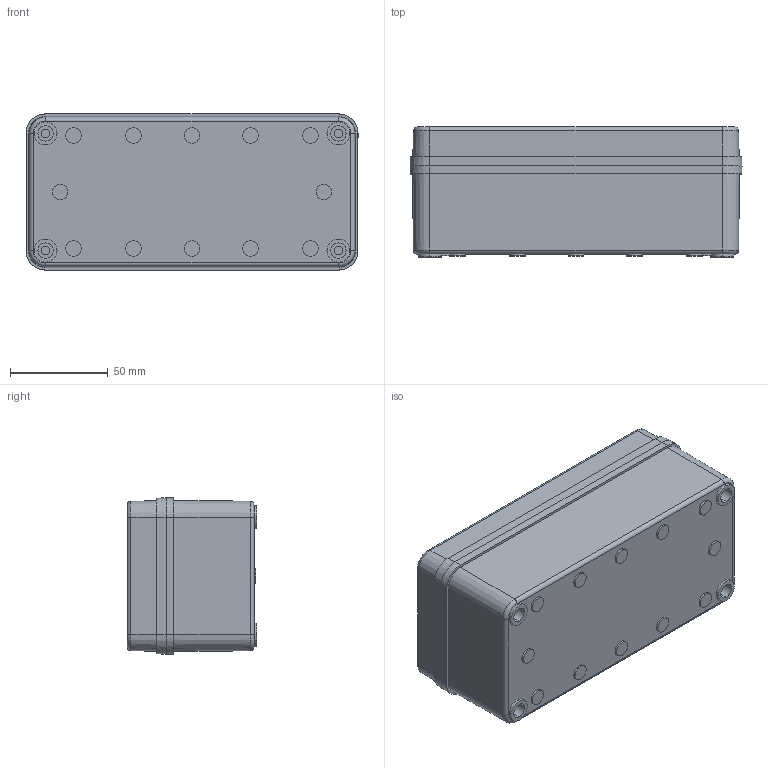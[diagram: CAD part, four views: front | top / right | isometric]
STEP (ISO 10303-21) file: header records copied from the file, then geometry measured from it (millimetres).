
FILE_DESCRIPTION (( 'STEP AP214' ), '1' );
FILE_NAME ('8784307_FIBOX_Piccolo_ABS_D65G.STEP', '2023-02-15T13:40:47', ( 'fiboxadmin' ), ( '' ), 'SwSTEP 2.0', 'SolidWorks 2021', '' );
FILE_SCHEMA (( 'AUTOMOTIVE_DESIGN' ));
Length unit declared in the file: millimetre
Products named in the file (4): Fibox_Piccolo_D45B; S-20_Piccolo_Cover_Screw_short; Fibox_Piccolo_D20C; 8784307_FIBOX_Piccolo_ABS_D65G
Assembly tree (6 placements, depth 2):
  8784307_FIBOX_Piccolo_ABS_D65G
    Fibox_Piccolo_D45B
    Fibox_Piccolo_D20C
    S-20_Piccolo_Cover_Screw_short  x4
Bounding box: 170 x 66.5 x 80 mm (x, y, z)
Volume: 190494 mm3; surface area: 126772.5 mm2
Topology: 6 solids, 6 shells, 615 faces, 1505 edges, 990 vertices
Faces by surface type: plane 303, cylinder 240, cone 40, torus 32
Entity records: 13745 total; most frequent: DIRECTION 2473, CARTESIAN_POINT 2361, ORIENTED_EDGE 2218, EDGE_CURVE 1109, AXIS2_PLACEMENT_3D 908, VERTEX_POINT 732, VECTOR 657, LINE 657
